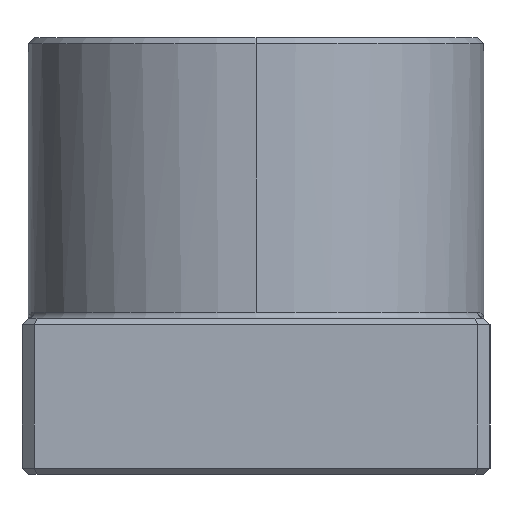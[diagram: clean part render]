
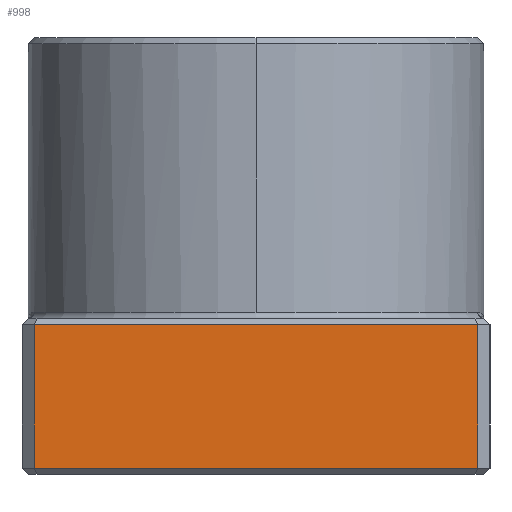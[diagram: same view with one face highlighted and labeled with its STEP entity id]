
A CAD part, left-side view. The second image highlights one B-rep face of the part: STEP entity #998.
In plain terms, the highlighted planar face has unit normal (-1, 0, 0).
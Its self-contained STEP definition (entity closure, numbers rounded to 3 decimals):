
#41 = VERTEX_POINT ( 'NONE', #1790 ) ;
#194 = EDGE_LOOP ( 'NONE', ( #3119, #1667, #3134, #1513 ) ) ;
#233 = VERTEX_POINT ( 'NONE', #3376 ) ;
#267 = CARTESIAN_POINT ( 'NONE',  ( -65., 35.5, 1. ) ) ;
#354 = LINE ( 'NONE', #1389, #2258 ) ;
#607 = CARTESIAN_POINT ( 'NONE',  ( -65., 35.5, 1. ) ) ;
#633 = PLANE ( 'NONE',  #2537 ) ;
#639 = DIRECTION ( 'NONE',  ( 0., -1., 0. ) ) ;
#688 = DIRECTION ( 'NONE',  ( 0., 0., -1. ) ) ;
#693 = EDGE_CURVE ( 'NONE', #2829, #41, #1564, .T. ) ;
#753 = LINE ( 'NONE', #2892, #2732 ) ;
#998 = ADVANCED_FACE ( 'NONE', ( #3319 ), #633, .F. ) ;
#1251 = DIRECTION ( 'NONE',  ( 0., 1., 0. ) ) ;
#1389 = CARTESIAN_POINT ( 'NONE',  ( -65., 35.5, 24. ) ) ;
#1466 = EDGE_CURVE ( 'NONE', #233, #2829, #2260, .T. ) ;
#1513 = ORIENTED_EDGE ( 'NONE', *, *, #1885, .T. ) ;
#1564 = LINE ( 'NONE', #607, #2827 ) ;
#1667 = ORIENTED_EDGE ( 'NONE', *, *, #693, .T. ) ;
#1790 = CARTESIAN_POINT ( 'NONE',  ( -65., -35.5, 1. ) ) ;
#1885 = EDGE_CURVE ( 'NONE', #3223, #233, #354, .T. ) ;
#2091 = VECTOR ( 'NONE', #688, 1000. ) ;
#2258 = VECTOR ( 'NONE', #1251, 1000. ) ;
#2260 = LINE ( 'NONE', #2661, #2091 ) ;
#2364 = DIRECTION ( 'NONE',  ( 0., 0., -1. ) ) ;
#2537 = AXIS2_PLACEMENT_3D ( 'NONE', #3280, #3185, #3161 ) ;
#2661 = CARTESIAN_POINT ( 'NONE',  ( -65., 35.5, 25. ) ) ;
#2732 = VECTOR ( 'NONE', #2364, 1000. ) ;
#2748 = CARTESIAN_POINT ( 'NONE',  ( -65., -35.5, 24. ) ) ;
#2827 = VECTOR ( 'NONE', #639, 1000. ) ;
#2829 = VERTEX_POINT ( 'NONE', #267 ) ;
#2892 = CARTESIAN_POINT ( 'NONE',  ( -65., -35.5, 25. ) ) ;
#2983 = EDGE_CURVE ( 'NONE', #3223, #41, #753, .T. ) ;
#3119 = ORIENTED_EDGE ( 'NONE', *, *, #1466, .T. ) ;
#3134 = ORIENTED_EDGE ( 'NONE', *, *, #2983, .F. ) ;
#3161 = DIRECTION ( 'NONE',  ( 0., 0., -1. ) ) ;
#3185 = DIRECTION ( 'NONE',  ( 1., 0., 0. ) ) ;
#3223 = VERTEX_POINT ( 'NONE', #2748 ) ;
#3280 = CARTESIAN_POINT ( 'NONE',  ( -65., 35.5, 25. ) ) ;
#3319 = FACE_OUTER_BOUND ( 'NONE', #194, .T. ) ;
#3376 = CARTESIAN_POINT ( 'NONE',  ( -65., 35.5, 24. ) ) ;
